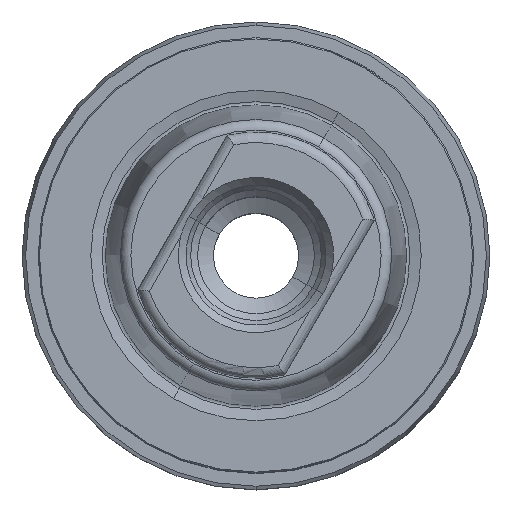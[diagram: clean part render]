
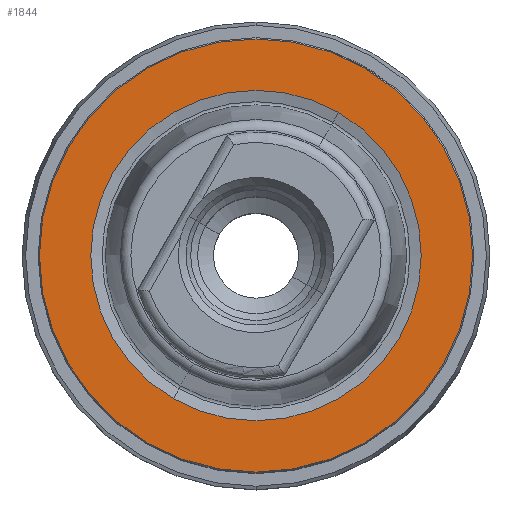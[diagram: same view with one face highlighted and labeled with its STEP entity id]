
A CAD part, top view. The second image highlights one B-rep face of the part: STEP entity #1844.
In plain terms, the highlighted planar face has unit normal (0, 0, 1).
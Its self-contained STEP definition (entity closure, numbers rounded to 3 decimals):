
#705=CARTESIAN_POINT('',(0.,0.,0.));
#706=DIRECTION('',(0.,0.,-1.));
#707=DIRECTION('',(-0.5,-0.866,0.));
#708=AXIS2_PLACEMENT_3D('',#705,#706,#707);
#727=CARTESIAN_POINT('',(0.,0.,0.));
#728=DIRECTION('',(0.,0.,1.));
#729=DIRECTION('',(-0.5,-0.866,0.));
#730=AXIS2_PLACEMENT_3D('',#727,#728,#729);
#735=CARTESIAN_POINT('',(0.,0.,0.));
#736=DIRECTION('',(0.,0.,-1.));
#737=DIRECTION('',(0.,1.,0.));
#738=AXIS2_PLACEMENT_3D('',#735,#736,#737);
#743=CARTESIAN_POINT('',(0.,0.,0.));
#744=DIRECTION('',(0.,0.,-1.));
#745=DIRECTION('',(0.,-1.,0.));
#746=AXIS2_PLACEMENT_3D('',#743,#744,#745);
#1103=CARTESIAN_POINT('',(-3.888,-6.734,0.));
#1105=VERTEX_POINT('',#1103);
#1113=CARTESIAN_POINT('',(3.888,6.734,0.));
#1115=VERTEX_POINT('',#1113);
#1217=CARTESIAN_POINT('',(0.,10.192,0.));
#1218=VERTEX_POINT('',#1217);
#1219=CARTESIAN_POINT('',(0.,-10.192,0.));
#1220=VERTEX_POINT('',#1219);
#1829=CARTESIAN_POINT('',(0.,0.,0.));
#1830=DIRECTION('',(0.,0.,-1.));
#1831=DIRECTION('',(0.5,0.866,0.));
#1832=AXIS2_PLACEMENT_3D('',#1829,#1830,#1831);
#1833=PLANE('',#1832);
#1835=ORIENTED_EDGE('',*,*,#1834,.T.);
#1837=ORIENTED_EDGE('',*,*,#1836,.T.);
#1838=EDGE_LOOP('',(#1835,#1837));
#1839=FACE_OUTER_BOUND('',#1838,.F.);
#1840=ORIENTED_EDGE('',*,*,#1808,.F.);
#1841=ORIENTED_EDGE('',*,*,#1824,.T.);
#1842=EDGE_LOOP('',(#1840,#1841));
#1843=FACE_BOUND('',#1842,.F.);
#709=CIRCLE('',#708,7.776);
#731=CIRCLE('',#730,7.776);
#739=CIRCLE('',#738,10.192);
#747=CIRCLE('',#746,10.192);
#1808=EDGE_CURVE('',#1105,#1115,#709,.T.);
#1824=EDGE_CURVE('',#1105,#1115,#731,.T.);
#1834=EDGE_CURVE('',#1218,#1220,#739,.T.);
#1836=EDGE_CURVE('',#1220,#1218,#747,.T.);
#1844=ADVANCED_FACE('',(#1839,#1843),#1833,.F.);
